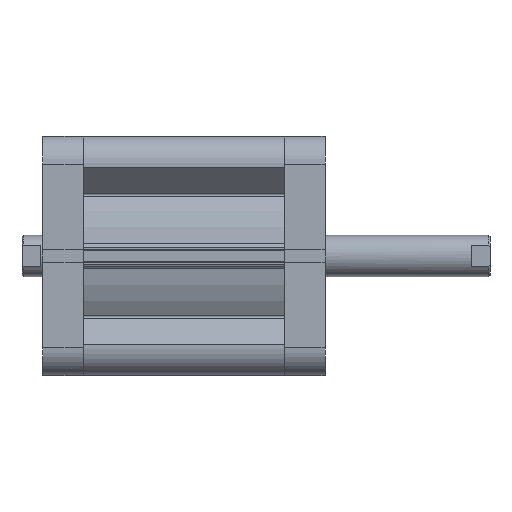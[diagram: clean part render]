
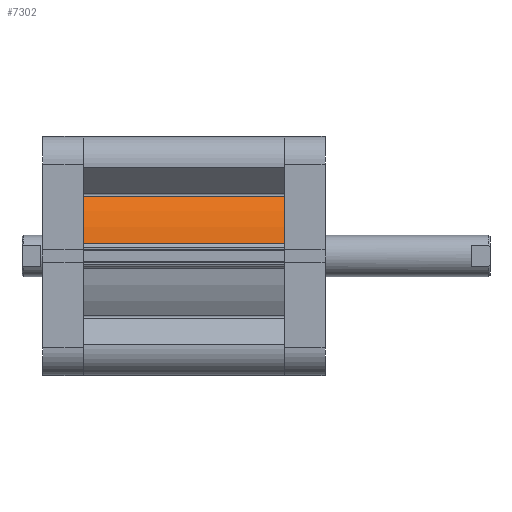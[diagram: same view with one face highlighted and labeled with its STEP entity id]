
A CAD part, front view. The second image highlights one B-rep face of the part: STEP entity #7302.
In plain terms, the highlighted cylindrical face has radius 53.5 mm (diameter 107 mm), a partial arc.
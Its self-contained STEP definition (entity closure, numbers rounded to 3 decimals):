
#619 = ORIENTED_EDGE ( 'NONE', *, *, #2175, .T. ) ;
#620 = ORIENTED_EDGE ( 'NONE', *, *, #2174, .T. ) ;
#621 = ORIENTED_EDGE ( 'NONE', *, *, #2165, .F. ) ;
#622 = ORIENTED_EDGE ( 'NONE', *, *, #2176, .T. ) ;
#2165 = EDGE_CURVE ( 'NONE', #2968, #2967, #5073, .T. ) ;
#2174 = EDGE_CURVE ( 'NONE', #2966, #2967, #5084, .T. ) ;
#2175 = EDGE_CURVE ( 'NONE', #2965, #2966, #5089, .T. ) ;
#2176 = EDGE_CURVE ( 'NONE', #2968, #2965, #5081, .T. ) ;
#2443 = AXIS2_PLACEMENT_3D ( 'NONE', #5715, #5724, #5725 ) ;
#2445 = AXIS2_PLACEMENT_3D ( 'NONE', #5749, #5751, #5752 ) ;
#2770 = AXIS2_PLACEMENT_3D ( 'NONE', #8010, #8002, #8005 ) ;
#2965 = VERTEX_POINT ( 'NONE', #5974 ) ;
#2966 = VERTEX_POINT ( 'NONE', #5975 ) ;
#2967 = VERTEX_POINT ( 'NONE', #5976 ) ;
#2968 = VERTEX_POINT ( 'NONE', #5977 ) ;
#4106 = EDGE_LOOP ( 'NONE', ( #619, #620, #621, #622 ) ) ;
#5073 = CIRCLE ( 'NONE', #2443, 53.5 ) ;
#5076 = VECTOR ( 'NONE', #5748, 1000. ) ;
#5081 = LINE ( 'NONE', #5753, #5083 ) ;
#5083 = VECTOR ( 'NONE', #5754, 1000. ) ;
#5084 = LINE ( 'NONE', #5740, #5076 ) ;
#5089 = CIRCLE ( 'NONE', #2445, 53.5 ) ;
#5715 = CARTESIAN_POINT ( 'NONE',  ( 0., 0., 97.5 ) ) ;
#5724 = DIRECTION ( 'NONE',  ( 0., 0., 1. ) ) ;
#5725 = DIRECTION ( 'NONE',  ( 1., 0., 0. ) ) ;
#5740 = CARTESIAN_POINT ( 'NONE',  ( 28.996, -44.961, 97.5 ) ) ;
#5748 = DIRECTION ( 'NONE',  ( 0., 0., 1. ) ) ;
#5749 = CARTESIAN_POINT ( 'NONE',  ( 0., 0., 0. ) ) ;
#5751 = DIRECTION ( 'NONE',  ( 0., 0., 1. ) ) ;
#5752 = DIRECTION ( 'NONE',  ( 1., 0., 0. ) ) ;
#5753 = CARTESIAN_POINT ( 'NONE',  ( 6.135, -53.147, 97.5 ) ) ;
#5754 = DIRECTION ( 'NONE',  ( 0., 0., -1. ) ) ;
#5974 = CARTESIAN_POINT ( 'NONE',  ( 6.135, -53.147, 0. ) ) ;
#5975 = CARTESIAN_POINT ( 'NONE',  ( 28.996, -44.961, 0. ) ) ;
#5976 = CARTESIAN_POINT ( 'NONE',  ( 28.996, -44.961, 97.5 ) ) ;
#5977 = CARTESIAN_POINT ( 'NONE',  ( 6.135, -53.147, 97.5 ) ) ;
#6898 = CYLINDRICAL_SURFACE ( 'NONE', #2770, 53.5 ) ;
#6899 = FACE_OUTER_BOUND ( 'NONE', #4106, .T. ) ;
#7302 = ADVANCED_FACE ( 'NONE', ( #6899 ), #6898, .T. ) ;
#8002 = DIRECTION ( 'NONE',  ( 0., 0., -1. ) ) ;
#8005 = DIRECTION ( 'NONE',  ( -1., 0., 0. ) ) ;
#8010 = CARTESIAN_POINT ( 'NONE',  ( 0., 0., 97.5 ) ) ;
